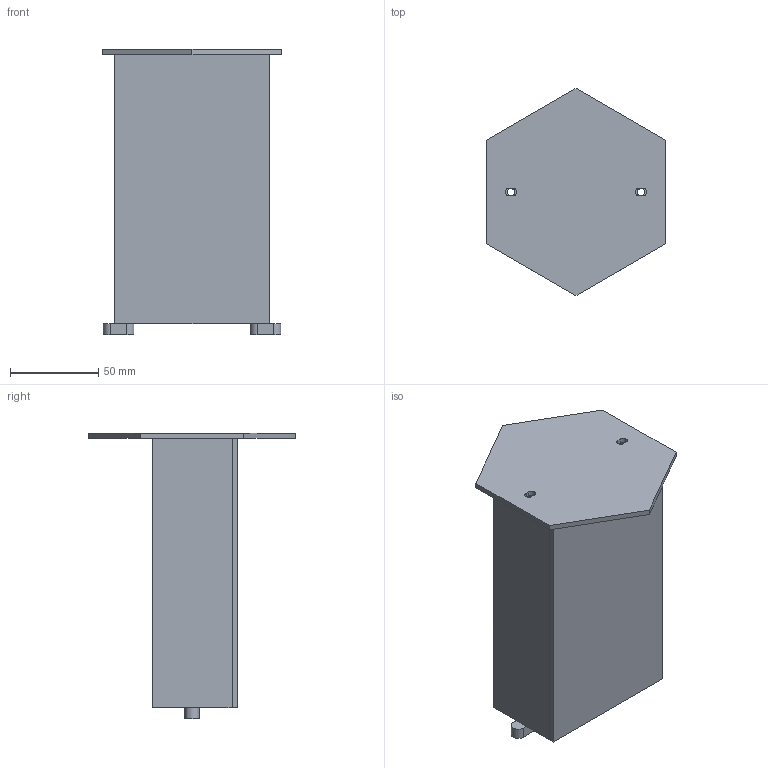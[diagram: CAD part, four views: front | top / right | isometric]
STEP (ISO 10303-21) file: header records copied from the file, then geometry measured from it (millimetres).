
FILE_DESCRIPTION(/* description */ (''),/* implementation_level */ '2;1');
FILE_NAME(/* name */ 'demo_board_drawer_standalone.step',/* time_stamp */ '2024-09-27T16:00:38-04:00',/* author */ (''),/* organization */ (''),/* preprocessor_version */ 'ST-DEVELOPER v20',/* originating_system */ 'Autodesk Translation Framework v13.14.0.145',/* authorisation */ '');
FILE_SCHEMA (('AUTOMOTIVE_DESIGN { 1 0 10303 214 3 1 1 }'));
Length unit declared in the file: inch
Products named in the file (1): demo_board_drawer_standalone
Bounding box: 101.6 x 117.32 x 161.75 mm (x, y, z)
Volume: 120358.9 mm3; surface area: 84905.9 mm2
Topology: 12 solids, 12 shells, 94 faces, 210 edges, 140 vertices
Faces by surface type: plane 71, cylinder 19, bspline 4
Full cylindrical faces by diameter (mm): 4.445 x8, 7.95 x2
Entity records: 2755 total; most frequent: CARTESIAN_POINT 577, DIRECTION 422, ORIENTED_EDGE 420, EDGE_CURVE 210, LINE 164, VECTOR 164, VERTEX_POINT 140, AXIS2_PLACEMENT_3D 129
